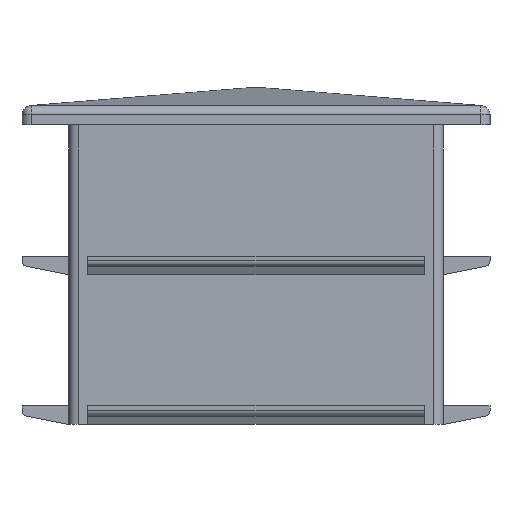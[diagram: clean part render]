
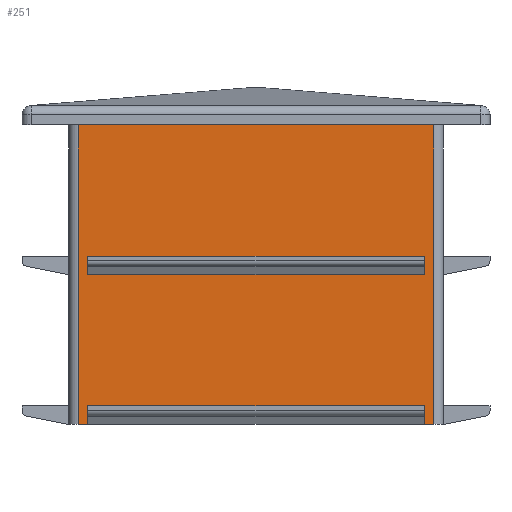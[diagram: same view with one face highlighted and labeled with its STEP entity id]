
A CAD part, front view. The second image highlights one B-rep face of the part: STEP entity #251.
In plain terms, the highlighted planar face has unit normal (0, -1, 0).
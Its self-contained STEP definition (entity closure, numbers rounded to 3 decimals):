
#251 = ADVANCED_FACE( '', ( #510, #511 ), #512, .F. );
#510 = FACE_BOUND( '', #771, .T. );
#511 = FACE_OUTER_BOUND( '', #772, .T. );
#512 = PLANE( '', #773 );
#771 = EDGE_LOOP( '', ( #1448, #1449, #1450, #1451 ) );
#772 = EDGE_LOOP( '', ( #1452, #1453, #1454, #1455, #1456, #1457, #1458, #1459 ) );
#773 = AXIS2_PLACEMENT_3D( '', #1460, #1461, #1462 );
#1448 = ORIENTED_EDGE( '', *, *, #1554, .F. );
#1449 = ORIENTED_EDGE( '', *, *, #1801, .F. );
#1450 = ORIENTED_EDGE( '', *, *, #1741, .T. );
#1451 = ORIENTED_EDGE( '', *, *, #1728, .T. );
#1452 = ORIENTED_EDGE( '', *, *, #1820, .F. );
#1453 = ORIENTED_EDGE( '', *, *, #1804, .F. );
#1454 = ORIENTED_EDGE( '', *, *, #1757, .F. );
#1455 = ORIENTED_EDGE( '', *, *, #1617, .T. );
#1456 = ORIENTED_EDGE( '', *, *, #1679, .T. );
#1457 = ORIENTED_EDGE( '', *, *, #1812, .T. );
#1458 = ORIENTED_EDGE( '', *, *, #1759, .F. );
#1459 = ORIENTED_EDGE( '', *, *, #1690, .T. );
#1460 = CARTESIAN_POINT( '', ( 10., -10., -16. ) );
#1461 = DIRECTION( '', ( 0., 1., 0. ) );
#1462 = DIRECTION( '', ( 0., 0., 1. ) );
#1554 = EDGE_CURVE( '', #1847, #1842, #1849, .T. );
#1617 = EDGE_CURVE( '', #1949, #1953, #1955, .T. );
#1679 = EDGE_CURVE( '', #1953, #2054, #2056, .T. );
#1690 = EDGE_CURVE( '', #2068, #2072, #2074, .T. );
#1728 = EDGE_CURVE( '', #2128, #1842, #2130, .T. );
#1741 = EDGE_CURVE( '', #2143, #2128, #2145, .T. );
#1757 = EDGE_CURVE( '', #1949, #2163, #2164, .T. );
#1759 = EDGE_CURVE( '', #2068, #2166, #2167, .T. );
#1801 = EDGE_CURVE( '', #2143, #1847, #2215, .T. );
#1804 = EDGE_CURVE( '', #2163, #2218, #2219, .T. );
#1812 = EDGE_CURVE( '', #2054, #2166, #2227, .F. );
#1820 = EDGE_CURVE( '', #2218, #2072, #2235, .T. );
#1842 = VERTEX_POINT( '', #2259 );
#1847 = VERTEX_POINT( '', #2266 );
#1849 = LINE( '', #2269, #2270 );
#1949 = VERTEX_POINT( '', #2396 );
#1953 = VERTEX_POINT( '', #2401 );
#1955 = LINE( '', #2403, #2404 );
#2054 = VERTEX_POINT( '', #2541 );
#2056 = LINE( '', #2543, #2544 );
#2068 = VERTEX_POINT( '', #2560 );
#2072 = VERTEX_POINT( '', #2566 );
#2074 = LINE( '', #2569, #2570 );
#2128 = VERTEX_POINT( '', #2650 );
#2130 = LINE( '', #2653, #2654 );
#2143 = VERTEX_POINT( '', #2671 );
#2145 = LINE( '', #2674, #2675 );
#2163 = VERTEX_POINT( '', #2702 );
#2164 = LINE( '', #2703, #2704 );
#2166 = VERTEX_POINT( '', #2707 );
#2167 = LINE( '', #2708, #2709 );
#2215 = LINE( '', #2775, #2776 );
#2218 = VERTEX_POINT( '', #2779 );
#2219 = LINE( '', #2780, #2781 );
#2227 = LINE( '', #2792, #2793 );
#2235 = LINE( '', #2804, #2805 );
#2259 = CARTESIAN_POINT( '', ( -9., -10., -7. ) );
#2266 = CARTESIAN_POINT( '', ( 9., -10., -7. ) );
#2269 = CARTESIAN_POINT( '', ( 9., -10., -7. ) );
#2270 = VECTOR( '', #2829, 1000. );
#2396 = CARTESIAN_POINT( '', ( 9.5, -10., -16. ) );
#2401 = CARTESIAN_POINT( '', ( 9.5, -10., 0. ) );
#2403 = CARTESIAN_POINT( '', ( 9.5, -10., -16. ) );
#2404 = VECTOR( '', #2920, 1000. );
#2541 = CARTESIAN_POINT( '', ( -9.5, -10., 0. ) );
#2543 = CARTESIAN_POINT( '', ( 10., -10., 0. ) );
#2544 = VECTOR( '', #2998, 1000. );
#2560 = CARTESIAN_POINT( '', ( -9., -10., -16. ) );
#2566 = CARTESIAN_POINT( '', ( -9., -10., -15. ) );
#2569 = CARTESIAN_POINT( '', ( -9., -10., -16. ) );
#2570 = VECTOR( '', #3009, 1000. );
#2650 = CARTESIAN_POINT( '', ( -9., -10., -8. ) );
#2653 = CARTESIAN_POINT( '', ( -9., -10., -8. ) );
#2654 = VECTOR( '', #3040, 1000. );
#2671 = CARTESIAN_POINT( '', ( 9., -10., -8. ) );
#2674 = CARTESIAN_POINT( '', ( 9., -10., -8. ) );
#2675 = VECTOR( '', #3055, 1000. );
#2702 = CARTESIAN_POINT( '', ( 9., -10., -16. ) );
#2703 = CARTESIAN_POINT( '', ( 10., -10., -16. ) );
#2704 = VECTOR( '', #3071, 1000. );
#2707 = CARTESIAN_POINT( '', ( -9.5, -10., -16. ) );
#2708 = CARTESIAN_POINT( '', ( 10., -10., -16. ) );
#2709 = VECTOR( '', #3073, 1000. );
#2775 = CARTESIAN_POINT( '', ( 9., -10., -8. ) );
#2776 = VECTOR( '', #3107, 1000. );
#2779 = CARTESIAN_POINT( '', ( 9., -10., -15. ) );
#2780 = CARTESIAN_POINT( '', ( 9., -10., -16. ) );
#2781 = VECTOR( '', #3108, 1000. );
#2792 = CARTESIAN_POINT( '', ( -9.5, -10., -16. ) );
#2793 = VECTOR( '', #3112, 1000. );
#2804 = CARTESIAN_POINT( '', ( 9., -10., -15. ) );
#2805 = VECTOR( '', #3116, 1000. );
#2829 = DIRECTION( '', ( -1., 0., 0. ) );
#2920 = DIRECTION( '', ( 0., 0., 1. ) );
#2998 = DIRECTION( '', ( -1., 0., 0. ) );
#3009 = DIRECTION( '', ( 0., 0., 1. ) );
#3040 = DIRECTION( '', ( 0., 0., 1. ) );
#3055 = DIRECTION( '', ( -1., 0., 0. ) );
#3071 = DIRECTION( '', ( -1., 0., 0. ) );
#3073 = DIRECTION( '', ( -1., 0., 0. ) );
#3107 = DIRECTION( '', ( 0., 0., 1. ) );
#3108 = DIRECTION( '', ( 0., 0., 1. ) );
#3112 = DIRECTION( '', ( 0., 0., 1. ) );
#3116 = DIRECTION( '', ( -1., 0., 0. ) );
